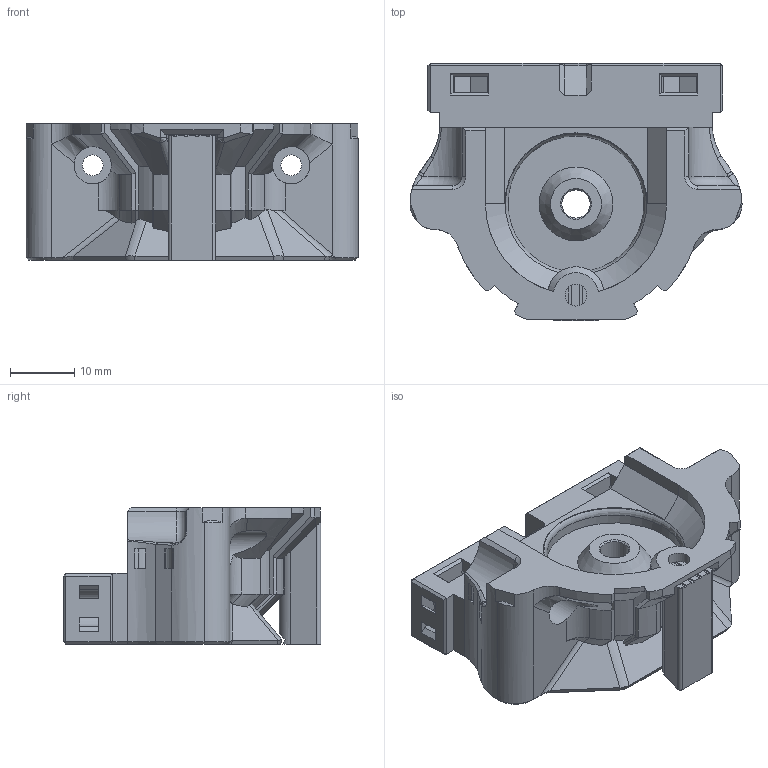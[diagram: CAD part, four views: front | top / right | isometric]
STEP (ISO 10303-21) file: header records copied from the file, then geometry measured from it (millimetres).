
FILE_DESCRIPTION(/* description */ ('STEP AP242','CAx-IF Rec.Pracs.---Representation and Presentation of Product Manufacturing Information (PMI)---4.0---2014-10-13','CAx-IF Rec.Pracs.---3D Tessellated Geometry---0.4---2014-09-14','2;1'),/* implementation_level */ '2;1');
FILE_NAME(/* name */ 'Xol Extruder Mount - Orbiter V2',/* time_stamp */ '2024-06-15T13:28:13Z',/* author */ (''),/* organization */ (''),/* preprocessor_version */ 'ST-DEVELOPER v20',/* originating_system */ ' ',/* authorisation */ ' ');
FILE_SCHEMA (('AP242_MANAGED_MODEL_BASED_3D_ENGINEERING_MIM_LF { 1 0 10303 442 1 1 4 }'));
Length unit declared in the file: metre
Products named in the file (3): Xol Extruder Mount - Orbiter V2; Orbiter V2.0; Part 33
Assembly tree (2 placements, depth 2):
  Xol Extruder Mount - Orbiter V2
    Orbiter V2.0
    Part 33
Bounding box: 51.5 x 39.97 x 21.18 mm (x, y, z)
Volume: 20538.2 mm3; surface area: 8376.2 mm2
Topology: 2 solids, 2 shells, 308 faces, 801 edges, 502 vertices
Faces by surface type: plane 176, cylinder 55, bspline 52, cone 22, torus 3
Full cylindrical faces by diameter (mm): 3.2 x2, 3.4 x3, 4.4 x1, 4.7 x2, 5.8 x2, 21.1 x1
Entity records: 10129 total; most frequent: CARTESIAN_POINT 2979, ORIENTED_EDGE 1552, DIRECTION 1291, EDGE_CURVE 776, VERTEX_POINT 497, LINE 467, VECTOR 467, AXIS2_PLACEMENT_3D 412
